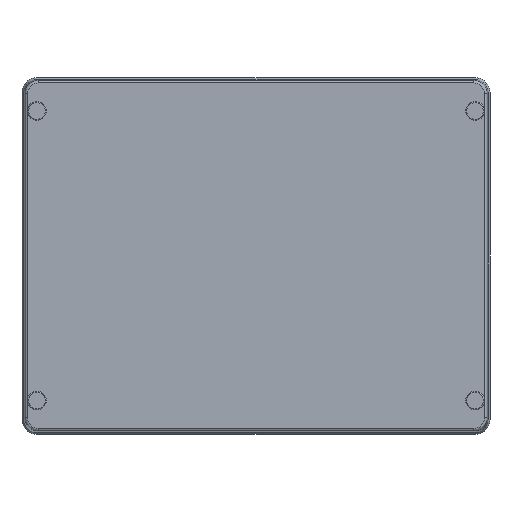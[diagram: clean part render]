
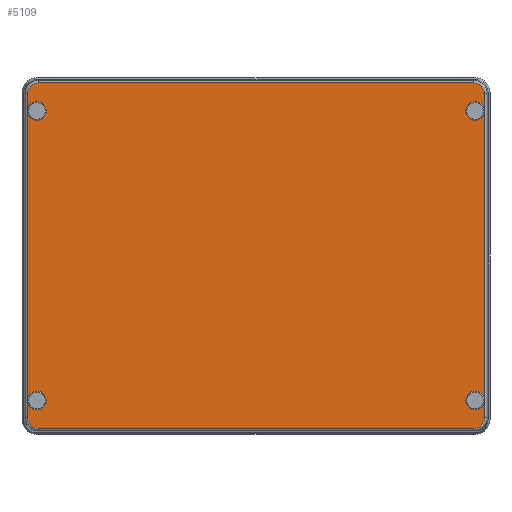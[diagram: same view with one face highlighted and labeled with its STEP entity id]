
A CAD part, top view. The second image highlights one B-rep face of the part: STEP entity #5109.
In plain terms, the highlighted face is planar.
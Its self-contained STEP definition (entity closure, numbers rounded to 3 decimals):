
#663=FACE_BOUND('',#7696,.T.);
#664=FACE_BOUND('',#7697,.T.);
#665=FACE_BOUND('',#7698,.T.);
#666=FACE_BOUND('',#7699,.T.);
#667=FACE_BOUND('',#7700,.T.);
#1573=ELLIPSE('',#19727,5.7,5.7);
#1574=ELLIPSE('',#19728,5.7,5.7);
#1575=ELLIPSE('',#19729,5.7,5.7);
#1576=ELLIPSE('',#19730,5.7,5.7);
#2797=LINE('',#32800,#4119);
#2798=LINE('',#32804,#4120);
#2799=LINE('',#32808,#4121);
#2800=LINE('',#32812,#4122);
#4119=VECTOR('',#24175,1.);
#4120=VECTOR('',#24178,1.);
#4121=VECTOR('',#24181,1.);
#4122=VECTOR('',#24184,1.);
#5109=ADVANCED_FACE('',(#663,#664,#665,#666,#667),#5729,.F.);
#5729=PLANE('',#19735);
#7696=EDGE_LOOP('',(#12020,#12021,#12022,#12023,#12024,#12025,#12026,#12027));
#7697=EDGE_LOOP('',(#12028));
#7698=EDGE_LOOP('',(#12029));
#7699=EDGE_LOOP('',(#12030));
#7700=EDGE_LOOP('',(#12031));
#12020=ORIENTED_EDGE('',*,*,#16873,.T.);
#12021=ORIENTED_EDGE('',*,*,#16874,.F.);
#12022=ORIENTED_EDGE('',*,*,#16875,.F.);
#12023=ORIENTED_EDGE('',*,*,#16876,.T.);
#12024=ORIENTED_EDGE('',*,*,#16877,.T.);
#12025=ORIENTED_EDGE('',*,*,#16878,.T.);
#12026=ORIENTED_EDGE('',*,*,#16879,.F.);
#12027=ORIENTED_EDGE('',*,*,#16880,.F.);
#12028=ORIENTED_EDGE('',*,*,#16881,.T.);
#12029=ORIENTED_EDGE('',*,*,#16882,.F.);
#12030=ORIENTED_EDGE('',*,*,#16883,.F.);
#12031=ORIENTED_EDGE('',*,*,#16884,.T.);
#14512=VERTEX_POINT('',#32798);
#14513=VERTEX_POINT('',#32799);
#14514=VERTEX_POINT('',#32801);
#14515=VERTEX_POINT('',#32803);
#14516=VERTEX_POINT('',#32805);
#14517=VERTEX_POINT('',#32807);
#14518=VERTEX_POINT('',#32809);
#14519=VERTEX_POINT('',#32811);
#14520=VERTEX_POINT('',#32814);
#14521=VERTEX_POINT('',#32816);
#14522=VERTEX_POINT('',#32818);
#14523=VERTEX_POINT('',#32820);
#16873=EDGE_CURVE('',#14512,#14513,#1573,.T.);
#16874=EDGE_CURVE('',#14514,#14513,#2797,.T.);
#16875=EDGE_CURVE('',#14515,#14514,#1574,.T.);
#16876=EDGE_CURVE('',#14515,#14516,#2798,.T.);
#16877=EDGE_CURVE('',#14516,#14517,#1575,.T.);
#16878=EDGE_CURVE('',#14517,#14518,#2799,.T.);
#16879=EDGE_CURVE('',#14519,#14518,#1576,.T.);
#16880=EDGE_CURVE('',#14512,#14519,#2800,.T.);
#16881=EDGE_CURVE('',#14520,#14520,#18003,.T.);
#16882=EDGE_CURVE('',#14521,#14521,#18004,.T.);
#16883=EDGE_CURVE('',#14522,#14522,#18005,.T.);
#16884=EDGE_CURVE('',#14523,#14523,#18006,.T.);
#18003=CIRCLE('',#19731,5.);
#18004=CIRCLE('',#19732,5.);
#18005=CIRCLE('',#19733,5.);
#18006=CIRCLE('',#19734,5.);
#19727=AXIS2_PLACEMENT_3D('',#32797,#24173,#24174);
#19728=AXIS2_PLACEMENT_3D('',#32802,#24176,#24177);
#19729=AXIS2_PLACEMENT_3D('',#32806,#24179,#24180);
#19730=AXIS2_PLACEMENT_3D('',#32810,#24182,#24183);
#19731=AXIS2_PLACEMENT_3D('',#32813,#24185,#24186);
#19732=AXIS2_PLACEMENT_3D('',#32815,#24187,#24188);
#19733=AXIS2_PLACEMENT_3D('',#32817,#24189,#24190);
#19734=AXIS2_PLACEMENT_3D('',#32819,#24191,#24192);
#19735=AXIS2_PLACEMENT_3D('',#32821,#24193,#24194);
#24173=DIRECTION('',(0.,0.,-1.));
#24174=DIRECTION('',(0.707,0.707,0.));
#24175=DIRECTION('',(0.,-1.,0.));
#24176=DIRECTION('',(0.,0.,1.));
#24177=DIRECTION('',(0.707,-0.707,0.));
#24178=DIRECTION('',(1.,0.,0.));
#24179=DIRECTION('',(0.,0.,-1.));
#24180=DIRECTION('',(-0.707,-0.707,0.));
#24181=DIRECTION('',(0.,-1.,0.));
#24182=DIRECTION('',(0.,0.,1.));
#24183=DIRECTION('',(-0.707,0.707,0.));
#24184=DIRECTION('',(1.,0.,0.));
#24185=DIRECTION('',(0.,0.,1.));
#24186=DIRECTION('',(-1.,0.,0.));
#24187=DIRECTION('',(0.,0.,-1.));
#24188=DIRECTION('',(1.,0.,0.));
#24189=DIRECTION('',(0.,0.,-1.));
#24190=DIRECTION('',(-1.,0.,0.));
#24191=DIRECTION('',(0.,0.,1.));
#24192=DIRECTION('',(1.,0.,0.));
#24193=DIRECTION('',(0.,0.,1.));
#24194=DIRECTION('',(1.,0.,0.));
#32797=CARTESIAN_POINT('',(-192.339,-132.339,0.));
#32798=CARTESIAN_POINT('',(-192.34,-138.039,0.));
#32799=CARTESIAN_POINT('',(-198.039,-132.34,0.));
#32800=CARTESIAN_POINT('',(-198.039,-50.,0.));
#32801=CARTESIAN_POINT('',(-198.039,42.34,0.));
#32802=CARTESIAN_POINT('',(-192.339,42.339,0.));
#32803=CARTESIAN_POINT('',(-192.34,48.039,0.));
#32804=CARTESIAN_POINT('',(-50.,48.039,0.));
#32805=CARTESIAN_POINT('',(42.34,48.039,0.));
#32806=CARTESIAN_POINT('',(42.339,42.339,0.));
#32807=CARTESIAN_POINT('',(48.039,42.34,0.));
#32808=CARTESIAN_POINT('',(48.039,-50.,0.));
#32809=CARTESIAN_POINT('',(48.039,-132.34,0.));
#32810=CARTESIAN_POINT('',(42.339,-132.339,0.));
#32811=CARTESIAN_POINT('',(42.34,-138.039,0.));
#32812=CARTESIAN_POINT('',(-50.,-138.039,0.));
#32813=CARTESIAN_POINT('',(-193.,-123.,0.));
#32814=CARTESIAN_POINT('',(-198.,-123.,0.));
#32815=CARTESIAN_POINT('',(43.,-123.,0.));
#32816=CARTESIAN_POINT('',(48.,-123.,0.));
#32817=CARTESIAN_POINT('',(-193.,33.,0.));
#32818=CARTESIAN_POINT('',(-198.,33.,0.));
#32819=CARTESIAN_POINT('',(43.,33.,0.));
#32820=CARTESIAN_POINT('',(48.,33.,0.));
#32821=CARTESIAN_POINT('',(-50.,-50.,0.));
